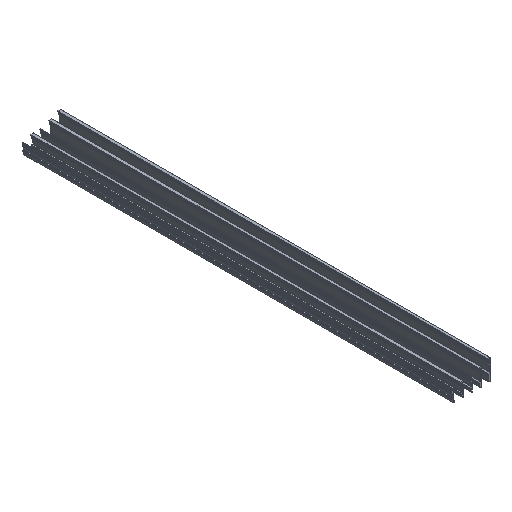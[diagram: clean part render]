
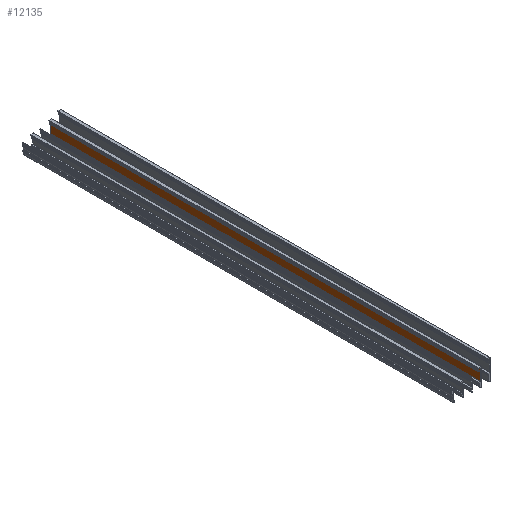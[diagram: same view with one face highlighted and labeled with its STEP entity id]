
A CAD part, isometric view. The second image highlights one B-rep face of the part: STEP entity #12135.
In plain terms, the highlighted planar face has unit normal (-1, 0, 0).
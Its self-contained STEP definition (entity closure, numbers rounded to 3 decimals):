
#295=PLANE('',#12857);
#852=FACE_OUTER_BOUND('',#1460,.T.);
#1460=EDGE_LOOP('',(#9860,#9861,#9862,#9863));
#2600=LINE('',#18360,#4196);
#2601=LINE('',#18363,#4197);
#2602=LINE('',#18365,#4198);
#2603=LINE('',#18366,#4199);
#4196=VECTOR('',#14933,1.);
#4197=VECTOR('',#14936,1.);
#4198=VECTOR('',#14937,1.);
#4199=VECTOR('',#14938,1.);
#5770=VERTEX_POINT('',#18356);
#5771=VERTEX_POINT('',#18358);
#5772=VERTEX_POINT('',#18362);
#5773=VERTEX_POINT('',#18364);
#7282=EDGE_CURVE('',#5770,#5771,#2600,.T.);
#7283=EDGE_CURVE('',#5772,#5770,#2601,.T.);
#7284=EDGE_CURVE('',#5773,#5771,#2602,.T.);
#7285=EDGE_CURVE('',#5772,#5773,#2603,.T.);
#9860=ORIENTED_EDGE('',*,*,#7283,.T.);
#9861=ORIENTED_EDGE('',*,*,#7282,.T.);
#9862=ORIENTED_EDGE('',*,*,#7284,.F.);
#9863=ORIENTED_EDGE('',*,*,#7285,.F.);
#12135=ADVANCED_FACE('',(#852),#295,.T.);
#12857=AXIS2_PLACEMENT_3D('',#18361,#14934,#14935);
#14933=DIRECTION('',(0.,1.,0.));
#14934=DIRECTION('center_axis',(-1.,0.,0.));
#14935=DIRECTION('ref_axis',(0.,0.,
1.));
#14936=DIRECTION('',(0.,0.,1.));
#14937=DIRECTION('',(0.,0.,1.));
#14938=DIRECTION('',(0.,1.,0.));
#18356=CARTESIAN_POINT('',(211.3,0.,93.5));
#18358=CARTESIAN_POINT('',(211.3,2400.,93.5));
#18360=CARTESIAN_POINT('',(211.3,0.,93.5));
#18361=CARTESIAN_POINT('Origin',(211.3,0.,29.5));
#18362=CARTESIAN_POINT('',(211.3,0.,29.5));
#18363=CARTESIAN_POINT('',(211.3,0.,29.5));
#18364=CARTESIAN_POINT('',(211.3,2400.,29.5));
#18365=CARTESIAN_POINT('',(211.3,2400.,29.5));
#18366=CARTESIAN_POINT('',(211.3,0.,29.5));
